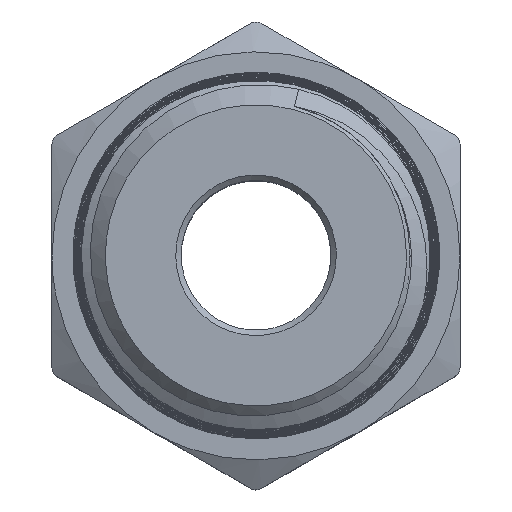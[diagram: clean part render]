
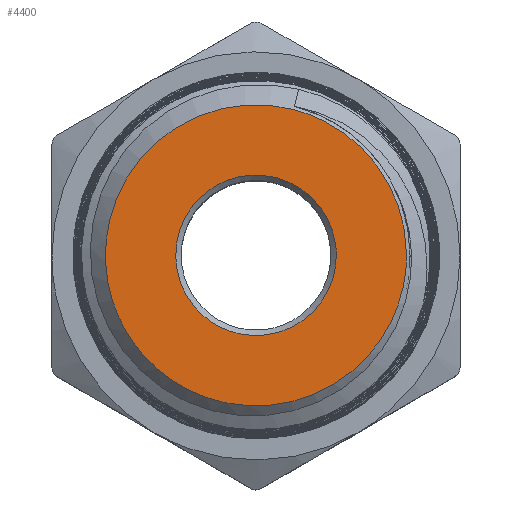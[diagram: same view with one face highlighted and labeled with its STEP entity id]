
A CAD part, top view. The second image highlights one B-rep face of the part: STEP entity #4400.
In plain terms, the highlighted free-form (B-spline) face has degree [1, 1] with [2, 2] control points.
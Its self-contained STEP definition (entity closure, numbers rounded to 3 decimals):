
#4337 = EDGE_CURVE('',#4338,#4340,#4342,.T.);
#4338 = VERTEX_POINT('',#4339);
#4339 = CARTESIAN_POINT('',(2.235,8.695,
    0.));
#4340 = VERTEX_POINT('',#4341);
#4341 = CARTESIAN_POINT('',(8.978,0.,
    0.));
#4342 = ( BOUNDED_CURVE() B_SPLINE_CURVE(2,(#4343,#4344,#4345,#4346,
#4347),.UNSPECIFIED.,.F.,.F.) B_SPLINE_CURVE_WITH_KNOTS((3,2,3),(
    1.319,3.801,6.283),
.PIECEWISE_BEZIER_KNOTS.) CURVE() GEOMETRIC_REPRESENTATION_ITEM() 
RATIONAL_B_SPLINE_CURVE((1.,0.324,1.,0.324,1.)) 
REPRESENTATION_ITEM('') );
#4343 = CARTESIAN_POINT('',(2.235,8.695,
    0.));
#4344 = CARTESIAN_POINT('',(-23.168,15.226,
    0.));
#4345 = CARTESIAN_POINT('',(-7.095,-5.502,
    0.));
#4346 = CARTESIAN_POINT('',(8.978,-26.229,
    0.));
#4347 = CARTESIAN_POINT('',(8.978,0.,
    0.));
#4362 = EDGE_CURVE('',#4340,#4338,#4363,.T.);
#4363 = ( BOUNDED_CURVE() B_SPLINE_CURVE(2,(#4364,#4365,#4366),
.UNSPECIFIED.,.F.,.F.) B_SPLINE_CURVE_WITH_KNOTS((3,3),(0.,
1.319),.PIECEWISE_BEZIER_KNOTS.) CURVE() 
GEOMETRIC_REPRESENTATION_ITEM() RATIONAL_B_SPLINE_CURVE((1.,
0.79,1.)) REPRESENTATION_ITEM('') );
#4364 = CARTESIAN_POINT('',(8.978,0.,
    0.));
#4365 = CARTESIAN_POINT('',(8.978,6.962,
    0.));
#4366 = CARTESIAN_POINT('',(2.235,8.695,
    0.));
#4400 = ADVANCED_FACE('',(#4401,#4415),#4419,.T.);
#4401 = FACE_BOUND('',#4402,.T.);
#4402 = EDGE_LOOP('',(#4403));
#4403 = ORIENTED_EDGE('',*,*,#4404,.T.);
#4404 = EDGE_CURVE('',#4405,#4405,#4407,.T.);
#4405 = VERTEX_POINT('',#4406);
#4406 = CARTESIAN_POINT('',(4.786,0.,
    0.));
#4407 = ( BOUNDED_CURVE() B_SPLINE_CURVE(2,(#4408,#4409,#4410,#4411,
#4412,#4413,#4414),.UNSPECIFIED.,.T.,.F.) B_SPLINE_CURVE_WITH_KNOTS((1,2
    ,2,2,2,1),(-2.094,0.,2.094,4.189,
6.283,8.378),.UNSPECIFIED.) CURVE() 
GEOMETRIC_REPRESENTATION_ITEM() RATIONAL_B_SPLINE_CURVE((1.,0.5,1.,0.5,
1.,0.5,1.)) REPRESENTATION_ITEM('') );
#4408 = CARTESIAN_POINT('',(4.786,0.,
    0.));
#4409 = CARTESIAN_POINT('',(4.786,-8.29,
    0.));
#4410 = CARTESIAN_POINT('',(-2.393,-4.145,
    0.));
#4411 = CARTESIAN_POINT('',(-9.572,0.,
    0.));
#4412 = CARTESIAN_POINT('',(-2.393,4.145,
    0.));
#4413 = CARTESIAN_POINT('',(4.786,8.29,
    0.));
#4414 = CARTESIAN_POINT('',(4.786,0.,
    0.));
#4415 = FACE_BOUND('',#4416,.T.);
#4416 = EDGE_LOOP('',(#4417,#4418));
#4417 = ORIENTED_EDGE('',*,*,#4362,.T.);
#4418 = ORIENTED_EDGE('',*,*,#4337,.T.);
#4419 = B_SPLINE_SURFACE_WITH_KNOTS('',1,1,(
    (#4420,#4421)
    ,(#4422,#4423
    )),.UNSPECIFIED.,.F.,.F.,.F.,(2,2),(2,2),(-7.028,
    7.028),(-7.028,7.028),
  .PIECEWISE_BEZIER_KNOTS.);
#4420 = CARTESIAN_POINT('',(-8.978,-8.978,
    0.));
#4421 = CARTESIAN_POINT('',(-8.978,8.978,
    0.));
#4422 = CARTESIAN_POINT('',(8.978,-8.978,
    0.));
#4423 = CARTESIAN_POINT('',(8.978,8.978,
    0.));
